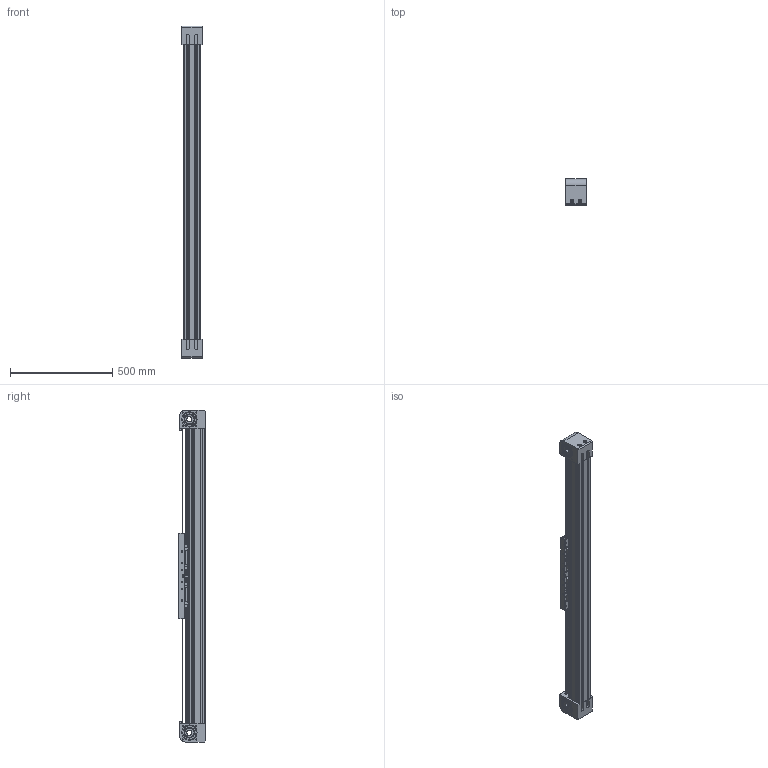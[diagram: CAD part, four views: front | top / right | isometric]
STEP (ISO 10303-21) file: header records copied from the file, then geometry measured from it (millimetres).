
FILE_DESCRIPTION (( 'STEP AP214' ), '1' );
FILE_NAME ('BLM80-1000.STEP', '2023-03-14T07:18:16', ( '' ), ( '' ), 'SwSTEP 2.0', 'SolidWorks 2023', '' );
FILE_SCHEMA (( 'AUTOMOTIVE_DESIGN' ));
Length unit declared in the file: millimetre
Products named in the file (1): BLM80-1000
Bounding box: 100 x 130 x 1624 mm (x, y, z)
Volume: 11150018.6 mm3; surface area: 1751997.9 mm2
Topology: 49 solids, 57 shells, 3991 faces, 11048 edges, 7220 vertices
Faces by surface type: plane 2119, cylinder 1544, torus 152, sphere 100, cone 52, bspline 24
Entity records: 176538 total; most frequent: CARTESIAN_POINT 28616, DIRECTION 22102, ORIENTED_EDGE 21488, EDGE_CURVE 10744, AXIS2_PLACEMENT_3D 7676, VERTEX_POINT 7028, VECTOR 6750, LINE 6750
